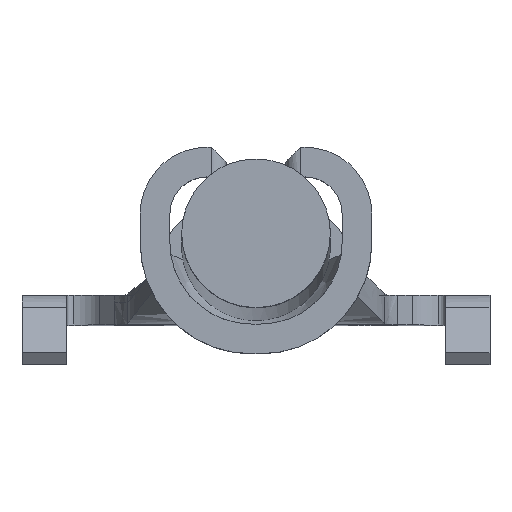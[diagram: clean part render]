
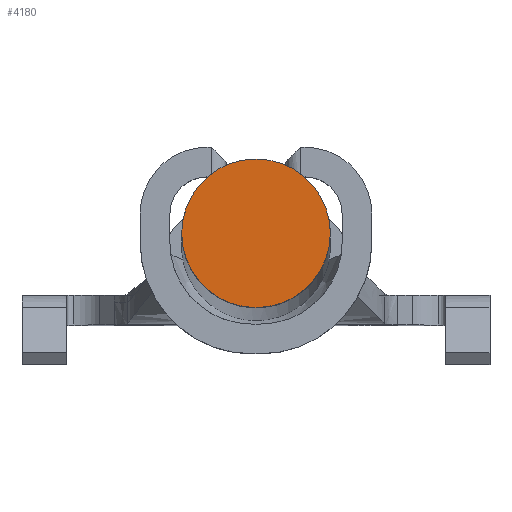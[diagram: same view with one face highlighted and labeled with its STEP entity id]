
A CAD part, top view. The second image highlights one B-rep face of the part: STEP entity #4180.
In plain terms, the highlighted planar face has unit normal (0, 0, 1).
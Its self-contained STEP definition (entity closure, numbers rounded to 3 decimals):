
#575=PLANE('',#4445);
#1589=ORIENTED_EDGE('',*,*,#2048,.T.);
#2048=EDGE_CURVE('',#2350,#2350,#2477,.F.);
#2350=VERTEX_POINT('',#7156);
#2477=CIRCLE('',#4446,1.);
#2646=EDGE_LOOP('',(#1589));
#2817=FACE_BOUND('',#2646,.T.);
#4180=ADVANCED_FACE('',(#2817),#575,.F.);
#4445=AXIS2_PLACEMENT_3D('',#7154,#5186,#5187);
#4446=AXIS2_PLACEMENT_3D('',#7155,#5188,#5189);
#5186=DIRECTION('',(0.,0.,-1.));
#5187=DIRECTION('',(-1.,0.,0.));
#5188=DIRECTION('',(0.,0.,-1.));
#5189=DIRECTION('',(1.,0.,0.));
#7154=CARTESIAN_POINT('',(0.,-0.1,110.2));
#7155=CARTESIAN_POINT('',(0.,-0.1,110.2));
#7156=CARTESIAN_POINT('',(1.,-0.1,110.2));
